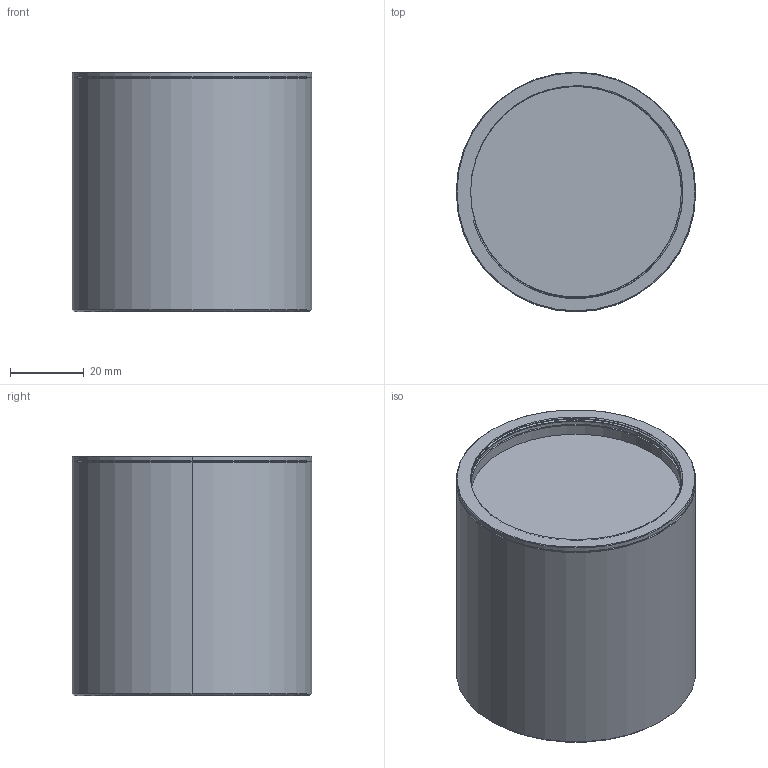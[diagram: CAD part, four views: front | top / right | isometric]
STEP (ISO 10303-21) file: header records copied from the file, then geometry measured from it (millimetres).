
FILE_DESCRIPTION (( 'STEP AP214' ), '1' );
FILE_NAME ('6GF35408AC21_001.STEP', '2019-08-06T11:46:14', ( '' ), ( '' ), 'SwSTEP 2.0', 'SolidWorks 2016', '' );
FILE_SCHEMA (( 'AUTOMOTIVE_DESIGN' ));
Length unit declared in the file: millimetre
Products named in the file (1): 6GF35408AC21_001
Bounding box: 65 x 65 x 65.04 mm (x, y, z)
Volume: 42672.7 mm3; surface area: 32271.7 mm2
Topology: 1 solids, 1 shells, 63 faces, 138 edges, 85 vertices
Faces by surface type: cylinder 34, cone 12, plane 11, torus 4, bspline 2
Entity records: 3856 total; most frequent: CARTESIAN_POINT 1786, DIRECTION 303, ORIENTED_EDGE 276, EDGE_CURVE 138, AXIS2_PLACEMENT_3D 128, VERTEX_POINT 85, EDGE_LOOP 71, CIRCLE 66
